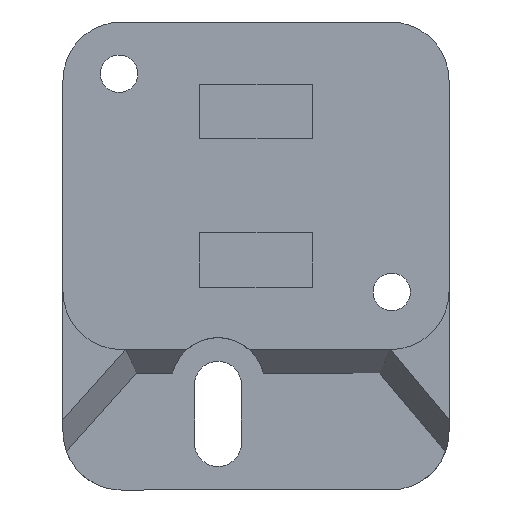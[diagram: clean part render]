
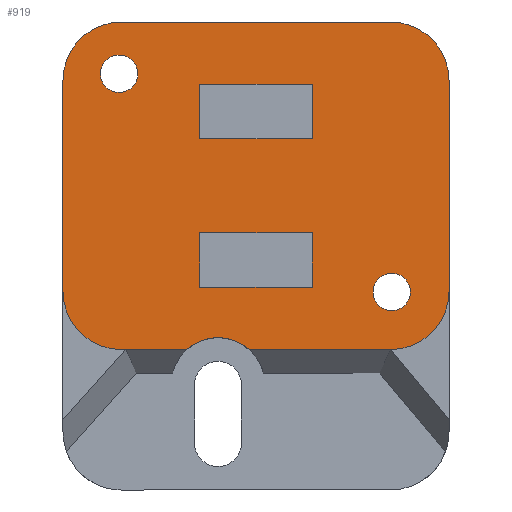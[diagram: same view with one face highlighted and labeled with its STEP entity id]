
A CAD part, front view. The second image highlights one B-rep face of the part: STEP entity #919.
In plain terms, the highlighted face is planar.
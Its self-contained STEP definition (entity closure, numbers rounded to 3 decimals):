
#19=FACE_BOUND('',#117,.T.);
#20=FACE_BOUND('',#118,.T.);
#21=FACE_BOUND('',#119,.T.);
#22=FACE_BOUND('',#120,.T.);
#30=PLANE('',#989);
#65=FACE_OUTER_BOUND('',#116,.T.);
#116=EDGE_LOOP('',(#643,#644,#645,#646,#647,#648,#649,#650,#651,#652));
#117=EDGE_LOOP('',(#653));
#118=EDGE_LOOP('',(#654));
#119=EDGE_LOOP('',(#655,#656,#657,#658));
#120=EDGE_LOOP('',(#659,#660,#661,#662));
#181=LINE('',#1382,#278);
#182=LINE('',#1386,#279);
#183=LINE('',#1390,#280);
#184=LINE('',#1394,#281);
#185=LINE('',#1397,#282);
#186=LINE('',#1404,#283);
#187=LINE('',#1406,#284);
#188=LINE('',#1408,#285);
#189=LINE('',#1409,#286);
#190=LINE('',#1412,#287);
#191=LINE('',#1414,#288);
#192=LINE('',#1416,#289);
#193=LINE('',#1417,#290);
#278=VECTOR('',#1100,10.);
#279=VECTOR('',#1103,10.);
#280=VECTOR('',#1106,10.);
#281=VECTOR('',#1109,10.);
#282=VECTOR('',#1112,10.);
#283=VECTOR('',#1117,10.);
#284=VECTOR('',#1118,10.);
#285=VECTOR('',#1119,10.);
#286=VECTOR('',#1120,10.);
#287=VECTOR('',#1121,10.);
#288=VECTOR('',#1122,10.);
#289=VECTOR('',#1123,10.);
#290=VECTOR('',#1124,10.);
#368=CIRCLE('',#986,4.);
#369=CIRCLE('',#990,5.);
#370=CIRCLE('',#991,5.);
#371=CIRCLE('',#992,5.);
#372=CIRCLE('',#993,5.);
#373=CIRCLE('',#994,1.6);
#374=CIRCLE('',#995,1.6);
#409=VERTEX_POINT('',#1363);
#410=VERTEX_POINT('',#1365);
#415=VERTEX_POINT('',#1381);
#416=VERTEX_POINT('',#1383);
#417=VERTEX_POINT('',#1385);
#418=VERTEX_POINT('',#1387);
#419=VERTEX_POINT('',#1389);
#420=VERTEX_POINT('',#1391);
#421=VERTEX_POINT('',#1393);
#422=VERTEX_POINT('',#1395);
#423=VERTEX_POINT('',#1398);
#424=VERTEX_POINT('',#1400);
#425=VERTEX_POINT('',#1402);
#426=VERTEX_POINT('',#1403);
#427=VERTEX_POINT('',#1405);
#428=VERTEX_POINT('',#1407);
#429=VERTEX_POINT('',#1410);
#430=VERTEX_POINT('',#1411);
#431=VERTEX_POINT('',#1413);
#432=VERTEX_POINT('',#1415);
#498=EDGE_CURVE('',#410,#409,#368,.T.);
#506=EDGE_CURVE('',#409,#415,#181,.T.);
#507=EDGE_CURVE('',#415,#416,#369,.T.);
#508=EDGE_CURVE('',#416,#417,#182,.T.);
#509=EDGE_CURVE('',#417,#418,#370,.T.);
#510=EDGE_CURVE('',#418,#419,#183,.T.);
#511=EDGE_CURVE('',#419,#420,#371,.T.);
#512=EDGE_CURVE('',#420,#421,#184,.T.);
#513=EDGE_CURVE('',#421,#422,#372,.T.);
#514=EDGE_CURVE('',#422,#410,#185,.T.);
#515=EDGE_CURVE('',#423,#423,#373,.T.);
#516=EDGE_CURVE('',#424,#424,#374,.T.);
#517=EDGE_CURVE('',#425,#426,#186,.T.);
#518=EDGE_CURVE('',#426,#427,#187,.T.);
#519=EDGE_CURVE('',#427,#428,#188,.T.);
#520=EDGE_CURVE('',#428,#425,#189,.T.);
#521=EDGE_CURVE('',#429,#430,#190,.T.);
#522=EDGE_CURVE('',#430,#431,#191,.T.);
#523=EDGE_CURVE('',#431,#432,#192,.T.);
#524=EDGE_CURVE('',#432,#429,#193,.T.);
#643=ORIENTED_EDGE('',*,*,#498,.T.);
#644=ORIENTED_EDGE('',*,*,#506,.T.);
#645=ORIENTED_EDGE('',*,*,#507,.T.);
#646=ORIENTED_EDGE('',*,*,#508,.T.);
#647=ORIENTED_EDGE('',*,*,#509,.T.);
#648=ORIENTED_EDGE('',*,*,#510,.T.);
#649=ORIENTED_EDGE('',*,*,#511,.T.);
#650=ORIENTED_EDGE('',*,*,#512,.T.);
#651=ORIENTED_EDGE('',*,*,#513,.T.);
#652=ORIENTED_EDGE('',*,*,#514,.T.);
#653=ORIENTED_EDGE('',*,*,#515,.T.);
#654=ORIENTED_EDGE('',*,*,#516,.T.);
#655=ORIENTED_EDGE('',*,*,#517,.T.);
#656=ORIENTED_EDGE('',*,*,#518,.T.);
#657=ORIENTED_EDGE('',*,*,#519,.T.);
#658=ORIENTED_EDGE('',*,*,#520,.T.);
#659=ORIENTED_EDGE('',*,*,#521,.T.);
#660=ORIENTED_EDGE('',*,*,#522,.T.);
#661=ORIENTED_EDGE('',*,*,#523,.T.);
#662=ORIENTED_EDGE('',*,*,#524,.T.);
#919=ADVANCED_FACE('',(#65,#19,#20,#21,#22),#30,.F.);
#986=AXIS2_PLACEMENT_3D('',#1366,#1085,#1086);
#989=AXIS2_PLACEMENT_3D('',#1380,#1098,#1099);
#990=AXIS2_PLACEMENT_3D('',#1384,#1101,#1102);
#991=AXIS2_PLACEMENT_3D('',#1388,#1104,#1105);
#992=AXIS2_PLACEMENT_3D('',#1392,#1107,#1108);
#993=AXIS2_PLACEMENT_3D('',#1396,#1110,#1111);
#994=AXIS2_PLACEMENT_3D('',#1399,#1113,#1114);
#995=AXIS2_PLACEMENT_3D('',#1401,#1115,#1116);
#1085=DIRECTION('center_axis',(0.,0.,1.));
#1086=DIRECTION('ref_axis',(-1.,-0.005,0.));
#1098=DIRECTION('center_axis',(0.,0.,1.));
#1099=DIRECTION('ref_axis',(1.,0.,0.));
#1100=DIRECTION('',(-1.,0.,0.));
#1101=DIRECTION('center_axis',(0.,0.,-1.));
#1102=DIRECTION('ref_axis',(-1.,0.,0.));
#1103=DIRECTION('',(0.,1.,0.));
#1104=DIRECTION('center_axis',(0.,0.,-1.));
#1105=DIRECTION('ref_axis',(0.,1.,0.));
#1106=DIRECTION('',(1.,0.,0.));
#1107=DIRECTION('center_axis',(0.,0.,-1.));
#1108=DIRECTION('ref_axis',(1.,0.,0.));
#1109=DIRECTION('',(0.,-1.,0.));
#1110=DIRECTION('center_axis',(0.,0.,-1.));
#1111=DIRECTION('ref_axis',(0.,-1.,0.));
#1112=DIRECTION('',(-1.,0.,0.));
#1113=DIRECTION('center_axis',(0.,0.,1.));
#1114=DIRECTION('ref_axis',(1.,0.,0.));
#1115=DIRECTION('center_axis',(0.,0.,1.));
#1116=DIRECTION('ref_axis',(1.,0.,0.));
#1117=DIRECTION('',(0.,1.,0.));
#1118=DIRECTION('',(-1.,0.,0.));
#1119=DIRECTION('',(0.,-1.,0.));
#1120=DIRECTION('',(1.,0.,0.));
#1121=DIRECTION('',(-1.,0.,0.));
#1122=DIRECTION('',(0.,-1.,0.));
#1123=DIRECTION('',(1.,0.,0.));
#1124=DIRECTION('',(0.,1.,0.));
#1363=CARTESIAN_POINT('',(99.731,-91.625,-1.));
#1365=CARTESIAN_POINT('',(105.069,-91.625,-1.));
#1366=CARTESIAN_POINT('Origin',(102.4,-94.604,-1.));
#1380=CARTESIAN_POINT('Origin',(99.15,-77.625,-1.));
#1381=CARTESIAN_POINT('',(87.65,-91.625,-1.));
#1382=CARTESIAN_POINT('',(87.65,-91.625,-1.));
#1383=CARTESIAN_POINT('',(82.65,-86.625,-1.));
#1384=CARTESIAN_POINT('Origin',(87.65,-86.625,-1.));
#1385=CARTESIAN_POINT('',(82.65,-68.625,-1.));
#1386=CARTESIAN_POINT('',(82.65,-86.625,-1.));
#1387=CARTESIAN_POINT('',(87.65,-63.625,-1.));
#1388=CARTESIAN_POINT('Origin',(87.65,-68.625,-1.));
#1389=CARTESIAN_POINT('',(110.65,-63.625,-1.));
#1390=CARTESIAN_POINT('',(87.65,-63.625,-1.));
#1391=CARTESIAN_POINT('',(115.65,-68.625,-1.));
#1392=CARTESIAN_POINT('Origin',(110.65,-68.625,-1.));
#1393=CARTESIAN_POINT('',(115.65,-86.625,-1.));
#1394=CARTESIAN_POINT('',(115.65,-68.625,-1.));
#1395=CARTESIAN_POINT('',(110.65,-91.625,-1.));
#1396=CARTESIAN_POINT('Origin',(110.65,-86.625,-1.));
#1397=CARTESIAN_POINT('',(87.65,-91.625,-1.));
#1398=CARTESIAN_POINT('',(85.95,-86.7,-1.));
#1399=CARTESIAN_POINT('Origin',(87.55,-86.7,-1.));
#1400=CARTESIAN_POINT('',(109.25,-68.05,-1.));
#1401=CARTESIAN_POINT('Origin',(110.85,-68.05,-1.));
#1402=CARTESIAN_POINT('',(103.975,-73.61,-1.));
#1403=CARTESIAN_POINT('',(103.975,-68.96,-1.));
#1404=CARTESIAN_POINT('',(103.975,-75.618,-1.));
#1405=CARTESIAN_POINT('',(94.325,-68.96,-1.));
#1406=CARTESIAN_POINT('',(101.563,-68.96,-1.));
#1407=CARTESIAN_POINT('',(94.325,-73.61,-1.));
#1408=CARTESIAN_POINT('',(94.325,-73.293,-1.));
#1409=CARTESIAN_POINT('',(96.738,-73.61,-1.));
#1410=CARTESIAN_POINT('',(103.975,-81.64,-1.));
#1411=CARTESIAN_POINT('',(94.325,-81.64,-1.));
#1412=CARTESIAN_POINT('',(101.563,-81.64,-1.));
#1413=CARTESIAN_POINT('',(94.325,-86.29,-1.));
#1414=CARTESIAN_POINT('',(94.325,-79.633,-1.));
#1415=CARTESIAN_POINT('',(103.975,-86.29,-1.));
#1416=CARTESIAN_POINT('',(96.738,-86.29,-1.));
#1417=CARTESIAN_POINT('',(103.975,-81.958,-1.));
